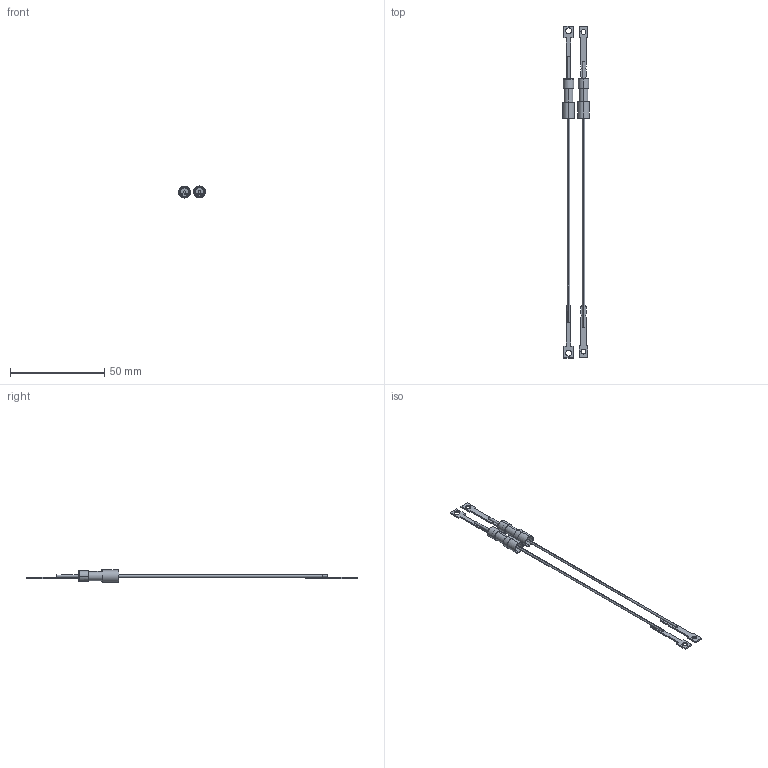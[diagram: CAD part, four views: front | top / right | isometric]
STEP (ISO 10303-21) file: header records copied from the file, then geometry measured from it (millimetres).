
FILE_DESCRIPTION (( 'STEP AP203' ), '1' );
FILE_NAME ('A0802-1-W.STEP', '2013-04-01T11:07:41', ( '' ), ( '' ), 'SwSTEP 2.0', 'SolidWorks 2012', '' );
FILE_SCHEMA (( 'CONFIG_CONTROL_DESIGN' ));
Length unit declared in the file: inch
Products named in the file (1): A0802-1-W
Bounding box: 14.21 x 176.11 x 6.37 mm (x, y, z)
Volume: 1262.6 mm3; surface area: 3040 mm2
Topology: 2 solids, 4 shells, 144 faces, 354 edges, 230 vertices
Faces by surface type: cylinder 62, plane 62, cone 16, bspline 4
Entity records: 4425 total; most frequent: CARTESIAN_POINT 801, DIRECTION 782, ORIENTED_EDGE 708, EDGE_CURVE 354, AXIS2_PLACEMENT_3D 291, VERTEX_POINT 230, VECTOR 200, LINE 200
